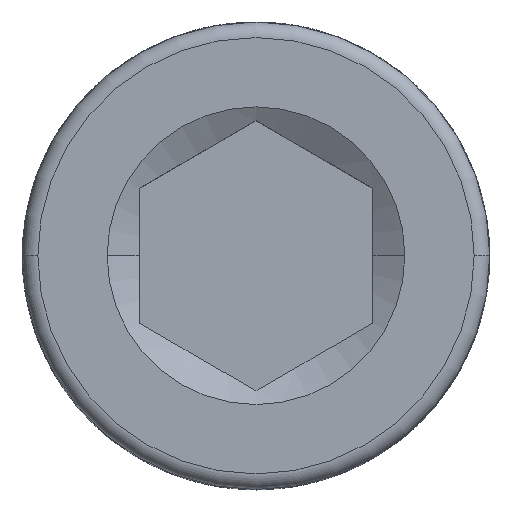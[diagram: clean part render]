
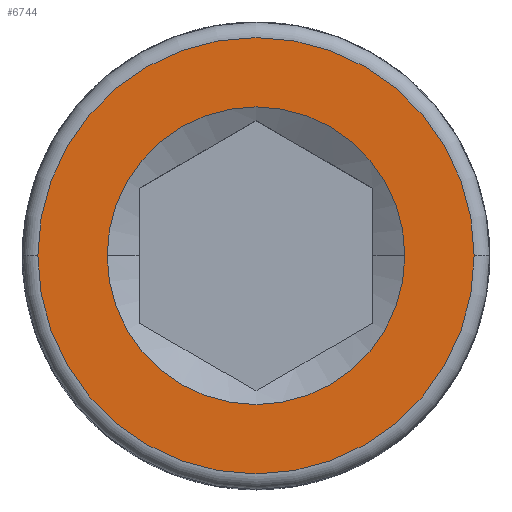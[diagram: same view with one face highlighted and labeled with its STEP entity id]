
A CAD part, top view. The second image highlights one B-rep face of the part: STEP entity #6744.
In plain terms, the highlighted planar face has unit normal (0, 0, 1).
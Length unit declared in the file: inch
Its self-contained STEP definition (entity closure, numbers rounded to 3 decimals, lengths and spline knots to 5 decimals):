
#107 = CARTESIAN_POINT ( 'NONE',  ( -0.11938, 0., 0.75 ) ) ;
#380 = ORIENTED_EDGE ( 'NONE', *, *, #8598, .F. ) ;
#729 = EDGE_CURVE ( 'NONE', #7775, #6356, #3215, .T. ) ;
#1791 = CIRCLE ( 'NONE', #5178, 0.175 ) ;
#2182 = CARTESIAN_POINT ( 'NONE',  ( 0., 0., 0.75 ) ) ;
#2299 = DIRECTION ( 'NONE',  ( 0., 0., -1. ) ) ;
#2660 = AXIS2_PLACEMENT_3D ( 'NONE', #8886, #3601, #11386 ) ;
#2844 = EDGE_LOOP ( 'NONE', ( #11383, #4345 ) ) ;
#2920 = CARTESIAN_POINT ( 'NONE',  ( 0.175, 0., 0.75 ) ) ;
#3102 = VERTEX_POINT ( 'NONE', #5522 ) ;
#3215 = CIRCLE ( 'NONE', #10605, 0.11938 ) ;
#3469 = CARTESIAN_POINT ( 'NONE',  ( 0., 0., 0.75 ) ) ;
#3526 = EDGE_CURVE ( 'NONE', #10676, #3102, #4979, .T. ) ;
#3561 = FACE_BOUND ( 'NONE', #10927, .T. ) ;
#3601 = DIRECTION ( 'NONE',  ( 0., 0., 1. ) ) ;
#4345 = ORIENTED_EDGE ( 'NONE', *, *, #3526, .F. ) ;
#4363 = DIRECTION ( 'NONE',  ( 1., 0., 0. ) ) ;
#4442 = CARTESIAN_POINT ( 'NONE',  ( 0., 0., 0.75 ) ) ;
#4671 = DIRECTION ( 'NONE',  ( 0., 0., -1. ) ) ;
#4979 = CIRCLE ( 'NONE', #8563, 0.175 ) ;
#5178 = AXIS2_PLACEMENT_3D ( 'NONE', #2182, #2299, #8437 ) ;
#5522 = CARTESIAN_POINT ( 'NONE',  ( -0.175, 0., 0.75 ) ) ;
#5538 = CARTESIAN_POINT ( 'NONE',  ( 0., 0., 0.75 ) ) ;
#6356 = VERTEX_POINT ( 'NONE', #107 ) ;
#6425 = DIRECTION ( 'NONE',  ( -1., 0., 0. ) ) ;
#6744 = ADVANCED_FACE ( 'NONE', ( #3561, #10958 ), #9739, .T. ) ;
#6967 = DIRECTION ( 'NONE',  ( 0., 0., 1. ) ) ;
#7154 = DIRECTION ( 'NONE',  ( 1., 0., 0. ) ) ;
#7775 = VERTEX_POINT ( 'NONE', #8429 ) ;
#8101 = CIRCLE ( 'NONE', #9667, 0.11938 ) ;
#8429 = CARTESIAN_POINT ( 'NONE',  ( 0.11938, 0., 0.75 ) ) ;
#8437 = DIRECTION ( 'NONE',  ( -1., 0., 0. ) ) ;
#8563 = AXIS2_PLACEMENT_3D ( 'NONE', #5538, #4671, #6425 ) ;
#8598 = EDGE_CURVE ( 'NONE', #6356, #7775, #8101, .T. ) ;
#8785 = EDGE_CURVE ( 'NONE', #3102, #10676, #1791, .T. ) ;
#8886 = CARTESIAN_POINT ( 'NONE',  ( 0., 0.175, 0.75 ) ) ;
#9667 = AXIS2_PLACEMENT_3D ( 'NONE', #4442, #10595, #7154 ) ;
#9739 = PLANE ( 'NONE',  #2660 ) ;
#10595 = DIRECTION ( 'NONE',  ( 0., 0., 1. ) ) ;
#10605 = AXIS2_PLACEMENT_3D ( 'NONE', #3469, #6967, #4363 ) ;
#10637 = ORIENTED_EDGE ( 'NONE', *, *, #729, .F. ) ;
#10676 = VERTEX_POINT ( 'NONE', #2920 ) ;
#10927 = EDGE_LOOP ( 'NONE', ( #10637, #380 ) ) ;
#10958 = FACE_OUTER_BOUND ( 'NONE', #2844, .T. ) ;
#11383 = ORIENTED_EDGE ( 'NONE', *, *, #8785, .F. ) ;
#11386 = DIRECTION ( 'NONE',  ( 1., 0., 0. ) ) ;
